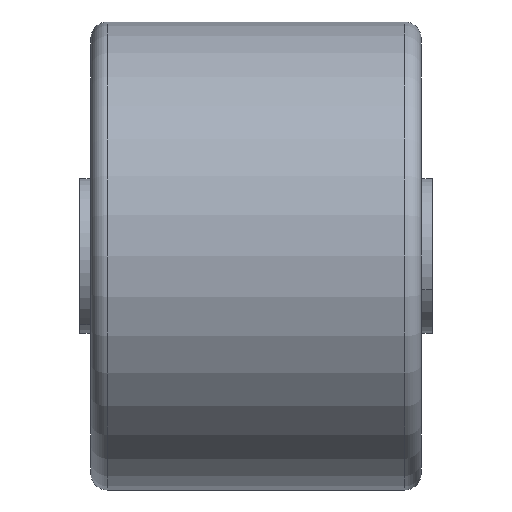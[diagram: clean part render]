
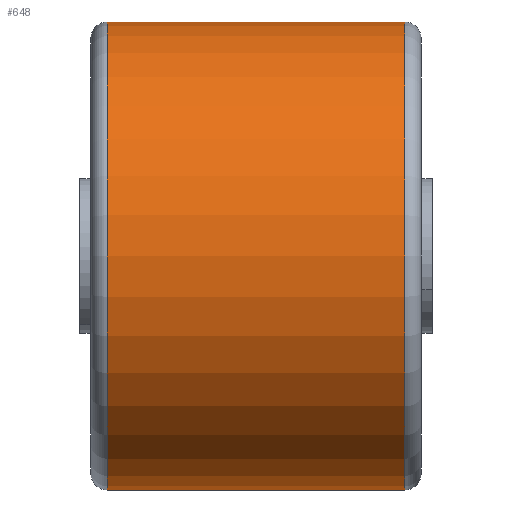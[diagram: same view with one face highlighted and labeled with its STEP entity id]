
A CAD part, front view. The second image highlights one B-rep face of the part: STEP entity #648.
In plain terms, the highlighted cylindrical face has radius 42.5 mm (diameter 85 mm), a partial arc.
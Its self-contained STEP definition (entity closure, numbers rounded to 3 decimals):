
#11 = DIRECTION ( 'NONE',  ( -1., 0., 0. ) ) ;
#87 = CYLINDRICAL_SURFACE ( 'NONE', #238, 42.5 ) ;
#139 = DIRECTION ( 'NONE',  ( 1., 0., 0. ) ) ;
#160 = LINE ( 'NONE', #377, #2134 ) ;
#190 = EDGE_CURVE ( 'NONE', #224, #814, #1914, .T. ) ;
#224 = VERTEX_POINT ( 'NONE', #425 ) ;
#238 = AXIS2_PLACEMENT_3D ( 'NONE', #1480, #2426, #710 ) ;
#251 = ORIENTED_EDGE ( 'NONE', *, *, #1666, .T. ) ;
#337 = LINE ( 'NONE', #1727, #1388 ) ;
#377 = CARTESIAN_POINT ( 'NONE',  ( 0., 0., -42.5 ) ) ;
#384 = ORIENTED_EDGE ( 'NONE', *, *, #190, .T. ) ;
#407 = CARTESIAN_POINT ( 'NONE',  ( 57., 0., 0. ) ) ;
#425 = CARTESIAN_POINT ( 'NONE',  ( 3., 0., 42.5 ) ) ;
#506 = CARTESIAN_POINT ( 'NONE',  ( 57., 0., -42.5 ) ) ;
#648 = ADVANCED_FACE ( 'NONE', ( #792 ), #87, .T. ) ;
#710 = DIRECTION ( 'NONE',  ( 0., 0., 1. ) ) ;
#792 = FACE_OUTER_BOUND ( 'NONE', #2140, .T. ) ;
#814 = VERTEX_POINT ( 'NONE', #2475 ) ;
#823 = CIRCLE ( 'NONE', #895, 42.5 ) ;
#877 = AXIS2_PLACEMENT_3D ( 'NONE', #1489, #139, #1513 ) ;
#895 = AXIS2_PLACEMENT_3D ( 'NONE', #407, #1921, #1261 ) ;
#958 = DIRECTION ( 'NONE',  ( -1., 0., 0. ) ) ;
#1119 = EDGE_CURVE ( 'NONE', #2052, #814, #160, .T. ) ;
#1261 = DIRECTION ( 'NONE',  ( 0., 0., 1. ) ) ;
#1289 = EDGE_CURVE ( 'NONE', #1766, #224, #337, .T. ) ;
#1388 = VECTOR ( 'NONE', #958, 1000. ) ;
#1480 = CARTESIAN_POINT ( 'NONE',  ( 0., 0., 0. ) ) ;
#1489 = CARTESIAN_POINT ( 'NONE',  ( 3., 0., 0. ) ) ;
#1513 = DIRECTION ( 'NONE',  ( 0., 0., -1. ) ) ;
#1666 = EDGE_CURVE ( 'NONE', #2052, #1766, #823, .T. ) ;
#1727 = CARTESIAN_POINT ( 'NONE',  ( 0., 0., 42.5 ) ) ;
#1766 = VERTEX_POINT ( 'NONE', #2252 ) ;
#1914 = CIRCLE ( 'NONE', #877, 42.5 ) ;
#1921 = DIRECTION ( 'NONE',  ( -1., 0., 0. ) ) ;
#1947 = ORIENTED_EDGE ( 'NONE', *, *, #1289, .T. ) ;
#2052 = VERTEX_POINT ( 'NONE', #506 ) ;
#2114 = ORIENTED_EDGE ( 'NONE', *, *, #1119, .F. ) ;
#2134 = VECTOR ( 'NONE', #11, 1000. ) ;
#2140 = EDGE_LOOP ( 'NONE', ( #2114, #251, #1947, #384 ) ) ;
#2252 = CARTESIAN_POINT ( 'NONE',  ( 57., 0., 42.5 ) ) ;
#2426 = DIRECTION ( 'NONE',  ( -1., 0., 0. ) ) ;
#2475 = CARTESIAN_POINT ( 'NONE',  ( 3., 0., -42.5 ) ) ;
